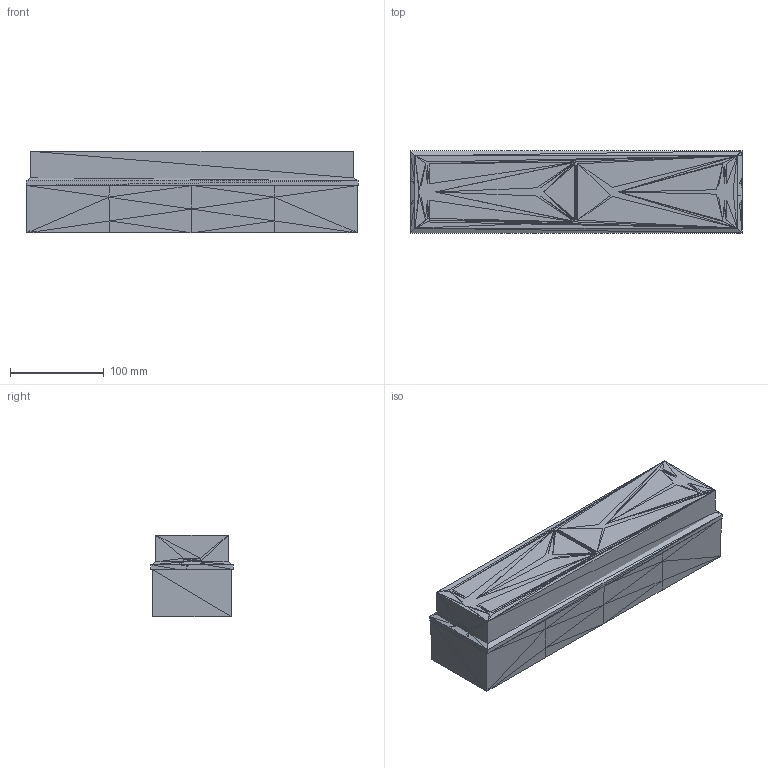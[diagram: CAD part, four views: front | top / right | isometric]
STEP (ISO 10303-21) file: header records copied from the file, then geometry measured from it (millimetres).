
FILE_DESCRIPTION(/* description */ (''),/* implementation_level */ '2;1');
FILE_NAME(/* name */ 'UL_simple v1.step',/* time_stamp */ '2023-10-26T15:53:25+02:00',/* author */ (''),/* organization */ (''),/* preprocessor_version */ 'ST-DEVELOPER v20',/* originating_system */ 'Autodesk Translation Framework v12.14.0.127',/* authorisation */ '');
FILE_SCHEMA (('AUTOMOTIVE_DESIGN { 1 0 10303 214 3 1 1 }'));
Length unit declared in the file: millimetre
Products named in the file (4): UL_simple; Basis; Basis (1); Haube
Assembly tree (3 placements, depth 3):
  UL_simple
    Basis
      Basis (1)
    Haube
Bounding box: 354.02 x 87.48 x 87 mm (x, y, z)
Volume: 2495668.2 mm3; surface area: 228457.8 mm2
Topology: 3 solids, 3 shells, 271 faces, 641 edges, 375 vertices
Faces by surface type: plane 271
Entity records: 9583 total; most frequent: CARTESIAN_POINT 1746, ORIENTED_EDGE 1734, DIRECTION 1423, LINE 867, VECTOR 867, EDGE_CURVE 867, VERTEX_POINT 601, AXIS2_PLACEMENT_3D 278
